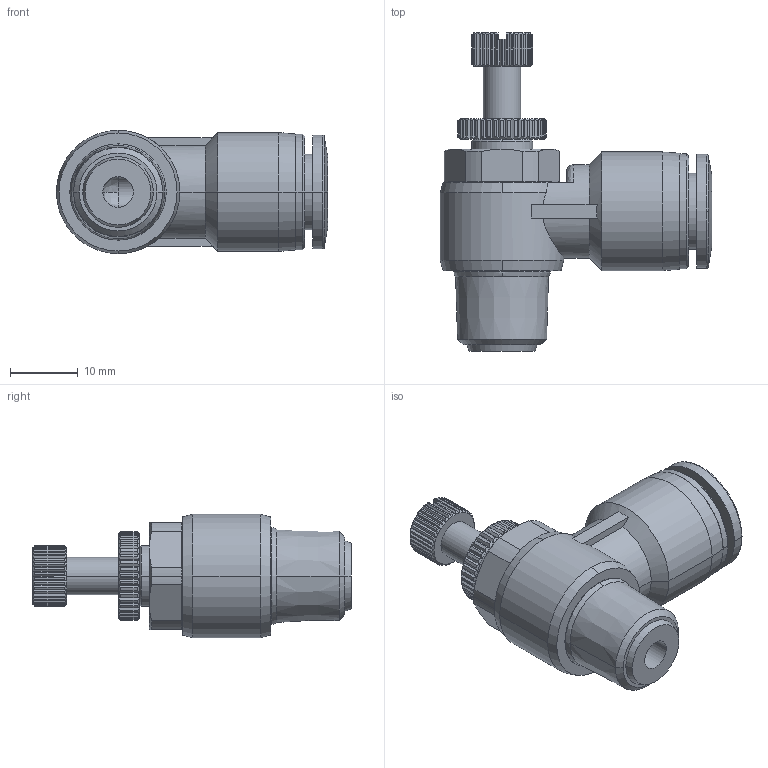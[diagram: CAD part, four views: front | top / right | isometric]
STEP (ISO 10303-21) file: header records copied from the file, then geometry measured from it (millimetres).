
FILE_DESCRIPTION (( 'STEP AP214' ), '1' );
FILE_NAME ('FVS38-14N.step', '2016-02-24T20:37:44', ( '' ), ( '' ), 'SwSTEP 2.0', 'SolidWorks 2015', '' );
FILE_SCHEMA (( 'AUTOMOTIVE_DESIGN' ));
Length unit declared in the file: inch
Products named in the file (1): FVS38-14N
Bounding box: 40 x 47 x 18.2 mm (x, y, z)
Volume: 9599.5 mm3; surface area: 5304.6 mm2
Topology: 1 solids, 1 shells, 427 faces, 1056 edges, 641 vertices
Faces by surface type: plane 188, cone 115, cylinder 113, bspline 11
Entity records: 18585 total; most frequent: CARTESIAN_POINT 3355, ORIENTED_EDGE 2108, DIRECTION 1926, EDGE_CURVE 1054, AXIS2_PLACEMENT_3D 796, VERTEX_POINT 641, EDGE_LOOP 441, UNCERTAINTY_MEASURE_WITH_UNIT 430
